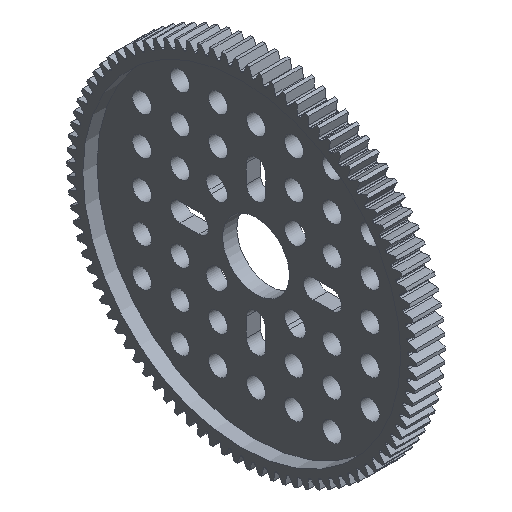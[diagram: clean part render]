
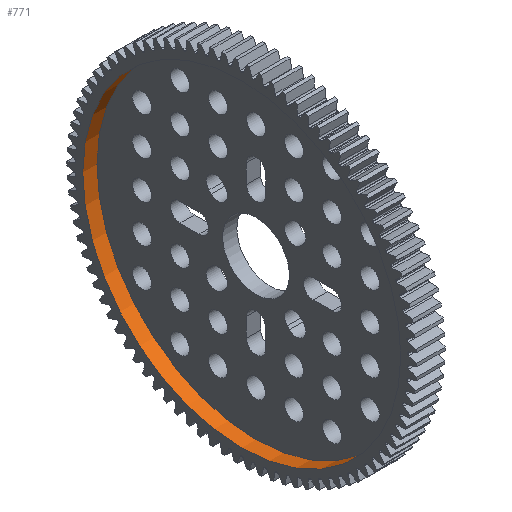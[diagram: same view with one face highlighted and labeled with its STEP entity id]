
A CAD part, isometric view. The second image highlights one B-rep face of the part: STEP entity #771.
In plain terms, the highlighted cylindrical face has radius 33.464 mm (diameter 66.928 mm), a full revolution.
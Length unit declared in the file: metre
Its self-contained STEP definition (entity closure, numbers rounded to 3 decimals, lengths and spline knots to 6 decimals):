
#771 = ADVANCED_FACE( 'NONE', ( #2078, #2079 ), #2080, .F. );
#2078 = FACE_OUTER_BOUND( '', #4048, .T. );
#2079 = FACE_OUTER_BOUND( '', #4049, .T. );
#2080 = CYLINDRICAL_SURFACE( '', #4050, 0.033464 );
#4048 = EDGE_LOOP( '', ( #6680 ) );
#4049 = EDGE_LOOP( '', ( #6681 ) );
#4050 = AXIS2_PLACEMENT_3D( '', #6682, #6683, #6684 );
#6680 = ORIENTED_EDGE( '', *, *, #14082, .T. );
#6681 = ORIENTED_EDGE( '', *, *, #14083, .F. );
#6682 = CARTESIAN_POINT( '', ( -0.097, 0., 0. ) );
#6683 = DIRECTION( '', ( 1., 0., 0. ) );
#6684 = DIRECTION( '', ( 0., 0., 1. ) );
#14082 = EDGE_CURVE( 'NONE', #16735, #16735, #16736, .T. );
#14083 = EDGE_CURVE( 'NONE', #16737, #16737, #16738, .T. );
#16735 = VERTEX_POINT( '', #20817 );
#16736 = CIRCLE( '', #20818, 0.033464 );
#16737 = VERTEX_POINT( '', #20819 );
#16738 = CIRCLE( '', #20820, 0.033464 );
#20817 = CARTESIAN_POINT( '', ( -0.1, 0., 0.033464 ) );
#20818 = AXIS2_PLACEMENT_3D( '', #27605, #27606, #27607 );
#20819 = CARTESIAN_POINT( '', ( -0.097, 0., 0.033464 ) );
#20820 = AXIS2_PLACEMENT_3D( '', #27608, #27609, #27610 );
#27605 = CARTESIAN_POINT( '', ( -0.1, 0., 0. ) );
#27606 = DIRECTION( '', ( -1., 0., 0. ) );
#27607 = DIRECTION( '', ( 0., 0., 1. ) );
#27608 = CARTESIAN_POINT( '', ( -0.097, 0., 0. ) );
#27609 = DIRECTION( '', ( -1., 0., 0. ) );
#27610 = DIRECTION( '', ( 0., 0., 1. ) );
